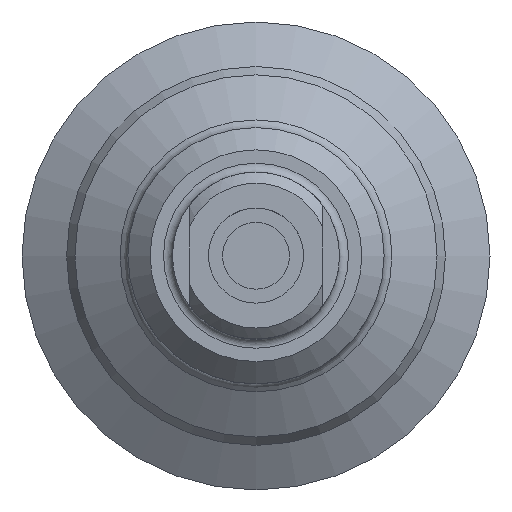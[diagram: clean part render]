
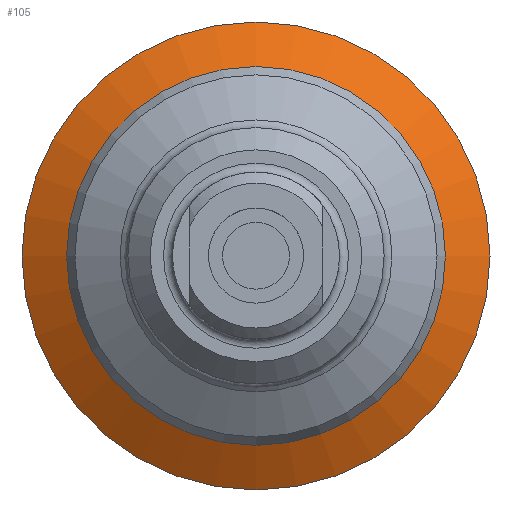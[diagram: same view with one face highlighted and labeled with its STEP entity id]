
A CAD part, top view. The second image highlights one B-rep face of the part: STEP entity #105.
In plain terms, the highlighted conical face has half-angle 59.036 degrees and reference radius 17 mm.
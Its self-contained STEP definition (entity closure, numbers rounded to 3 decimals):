
#105=ADVANCED_FACE('',(#564,#565),#578,.T.);
#550=EDGE_CURVE('',#556,#556,#551,.T.);
#551=CIRCLE('',#552,17.);
#552=AXIS2_PLACEMENT_3D('',#553,#554,#555);
#553=CARTESIAN_POINT('',(0.,0.,2.8));
#554=DIRECTION('',(0.,0.,1.));
#555=DIRECTION('',(1.,0.,0.));
#556=VERTEX_POINT('',#557);
#557=CARTESIAN_POINT('',(17.,0.,2.8));
#564=FACE_OUTER_BOUND('',#566,.T.);
#565=FACE_BOUND('',#567,.T.);
#566=EDGE_LOOP('',(#568));
#567=EDGE_LOOP('',(#577));
#568=ORIENTED_EDGE('',*,*,#569,.T.);
#569=EDGE_CURVE('',#575,#575,#570,.T.);
#570=CIRCLE('',#571,21.);
#571=AXIS2_PLACEMENT_3D('',#572,#573,#574);
#572=CARTESIAN_POINT('',(0.,0.,0.4));
#573=DIRECTION('',(0.,0.,1.));
#574=DIRECTION('',(1.,0.,0.));
#575=VERTEX_POINT('',#576);
#576=CARTESIAN_POINT('',(21.,0.,
   0.4));
#577=ORIENTED_EDGE('',*,*,#550,.F.);
#578=CONICAL_SURFACE('',#579,17.,1.03);
#579=AXIS2_PLACEMENT_3D('',#580,#581,#582);
#580=CARTESIAN_POINT('',(0.,0.,2.8));
#581=DIRECTION('',(0.,0.,-1.));
#582=DIRECTION('',(-1.,0.,0.));
